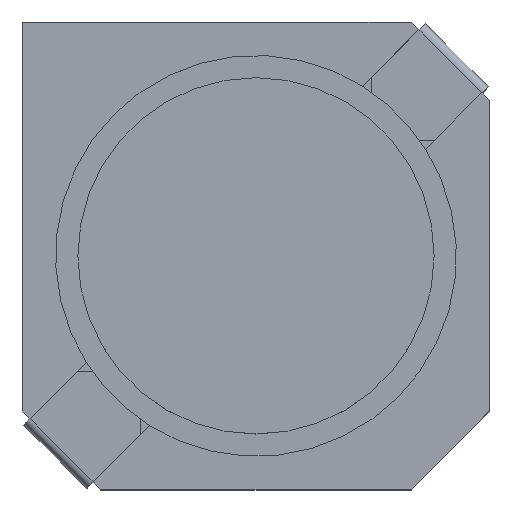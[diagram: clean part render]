
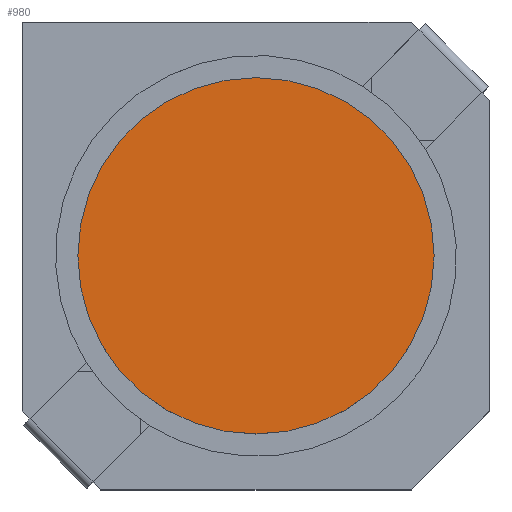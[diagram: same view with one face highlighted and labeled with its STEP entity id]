
A CAD part, top view. The second image highlights one B-rep face of the part: STEP entity #980.
In plain terms, the highlighted planar face has unit normal (0, 0, 1).
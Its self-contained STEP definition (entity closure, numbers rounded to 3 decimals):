
#52=CIRCLE($,#1066,4.);
#119=FACE_OUTER_BOUND($,#180,.T.);
#180=EDGE_LOOP($,(#879));
#486=VERTEX_POINT($,#1608);
#617=EDGE_CURVE($,#486,#486,#52,.T.);
#879=ORIENTED_EDGE($,*,*,#617,.T.);
#924=PLANE($,#1067);
#980=ADVANCED_FACE($,(#119),#924,.T.);
#1066=AXIS2_PLACEMENT_3D($,#1609,#1331,#1332);
#1067=AXIS2_PLACEMENT_3D($,#1610,#1333,#1334);
#1331=DIRECTION('center_axis',(0.,0.,
1.));
#1332=DIRECTION('ref_axis',(1.,0.,0.));
#1333=DIRECTION('center_axis',(0.,0.,
1.));
#1334=DIRECTION('ref_axis',(-1.,0.,0.));
#1608=CARTESIAN_POINT('',(-4.,0.,4.5));
#1609=CARTESIAN_POINT('Origin',(0.,0.,
4.5));
#1610=CARTESIAN_POINT('Origin',(0.,0.,
4.5));
